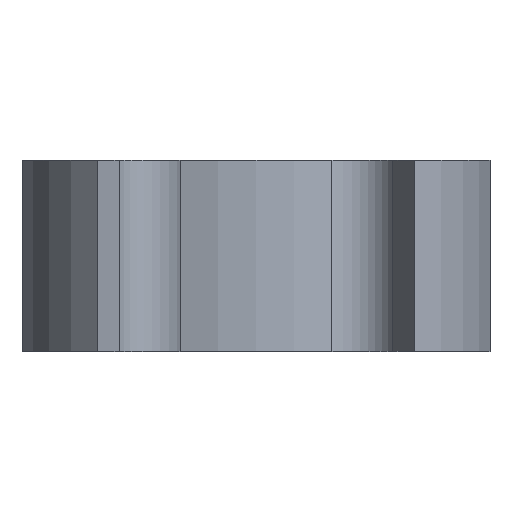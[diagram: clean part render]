
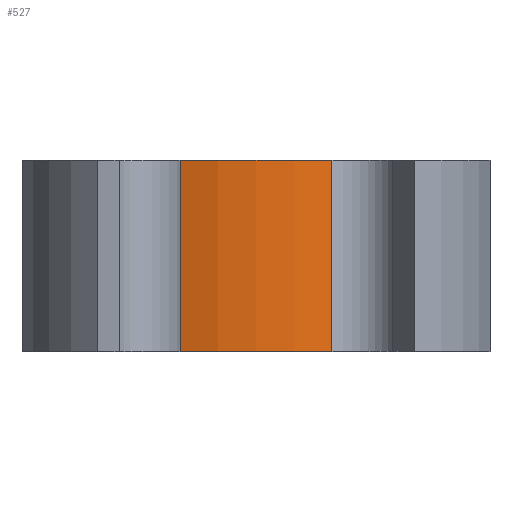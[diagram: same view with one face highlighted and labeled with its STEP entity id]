
A CAD part, top view. The second image highlights one B-rep face of the part: STEP entity #527.
In plain terms, the highlighted cylindrical face has radius 15.875 mm (diameter 31.75 mm), a partial arc.
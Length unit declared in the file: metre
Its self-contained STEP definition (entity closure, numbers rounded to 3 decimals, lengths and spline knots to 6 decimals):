
#12 = EDGE_CURVE ( 'NONE', #158, #1358, #1644, .T. ) ;
#33 = CARTESIAN_POINT ( 'NONE',  ( 0., 0., 0. ) ) ;
#36 = LINE ( 'NONE', #397, #492 ) ;
#158 = VERTEX_POINT ( 'NONE', #1275 ) ;
#178 = EDGE_CURVE ( 'NONE', #692, #158, #36, .T. ) ;
#205 = DIRECTION ( 'NONE',  ( 0., -1., 0. ) ) ;
#209 = LINE ( 'NONE', #1347, #1408 ) ;
#246 = CARTESIAN_POINT ( 'NONE',  ( 0.005027, 0., 0.015058 ) ) ;
#397 = CARTESIAN_POINT ( 'NONE',  ( -0.005027, 0.0127, 0.015058 ) ) ;
#444 = AXIS2_PLACEMENT_3D ( 'NONE', #1515, #205, #1369 ) ;
#452 = DIRECTION ( 'NONE',  ( 0., 0., 1. ) ) ;
#485 = CARTESIAN_POINT ( 'NONE',  ( 0., 0.0127, 0. ) ) ;
#492 = VECTOR ( 'NONE', #1299, 1. ) ;
#506 = DIRECTION ( 'NONE',  ( 0., 0., 1. ) ) ;
#507 = EDGE_CURVE ( 'NONE', #771, #1358, #209, .T. ) ;
#527 = ADVANCED_FACE ( 'NONE', ( #1577 ), #549, .T. ) ;
#549 = CYLINDRICAL_SURFACE ( 'NONE', #444, 0.015875 ) ;
#621 = CARTESIAN_POINT ( 'NONE',  ( -0.005027, 0., 0.015058 ) ) ;
#692 = VERTEX_POINT ( 'NONE', #621 ) ;
#707 = ORIENTED_EDGE ( 'NONE', *, *, #12, .F. ) ;
#771 = VERTEX_POINT ( 'NONE', #246 ) ;
#848 = AXIS2_PLACEMENT_3D ( 'NONE', #485, #1523, #506 ) ;
#1050 = ORIENTED_EDGE ( 'NONE', *, *, #178, .F. ) ;
#1055 = ORIENTED_EDGE ( 'NONE', *, *, #507, .T. ) ;
#1094 = ORIENTED_EDGE ( 'NONE', *, *, #1606, .T. ) ;
#1275 = CARTESIAN_POINT ( 'NONE',  ( -0.005027, 0.0127, 0.015058 ) ) ;
#1290 = CARTESIAN_POINT ( 'NONE',  ( 0.005027, 0.0127, 0.015058 ) ) ;
#1299 = DIRECTION ( 'NONE',  ( 0., 1., 0. ) ) ;
#1331 = DIRECTION ( 'NONE',  ( 0., 1., 0. ) ) ;
#1347 = CARTESIAN_POINT ( 'NONE',  ( 0.005027, 0.0127, 0.015058 ) ) ;
#1352 = DIRECTION ( 'NONE',  ( 0., 1., 0. ) ) ;
#1358 = VERTEX_POINT ( 'NONE', #1290 ) ;
#1369 = DIRECTION ( 'NONE',  ( 0., 0., -1. ) ) ;
#1402 = EDGE_LOOP ( 'NONE', ( #1050, #1094, #1055, #707 ) ) ;
#1408 = VECTOR ( 'NONE', #1352, 1. ) ;
#1486 = CIRCLE ( 'NONE', #1646, 0.015875 ) ;
#1515 = CARTESIAN_POINT ( 'NONE',  ( 0., 0.0127, 0. ) ) ;
#1523 = DIRECTION ( 'NONE',  ( 0., 1., 0. ) ) ;
#1577 = FACE_OUTER_BOUND ( 'NONE', #1402, .T. ) ;
#1606 = EDGE_CURVE ( 'NONE', #692, #771, #1486, .T. ) ;
#1644 = CIRCLE ( 'NONE', #848, 0.015875 ) ;
#1646 = AXIS2_PLACEMENT_3D ( 'NONE', #33, #1331, #452 ) ;
